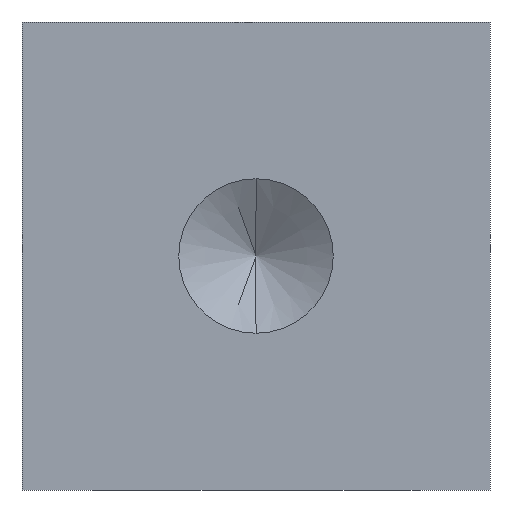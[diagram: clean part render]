
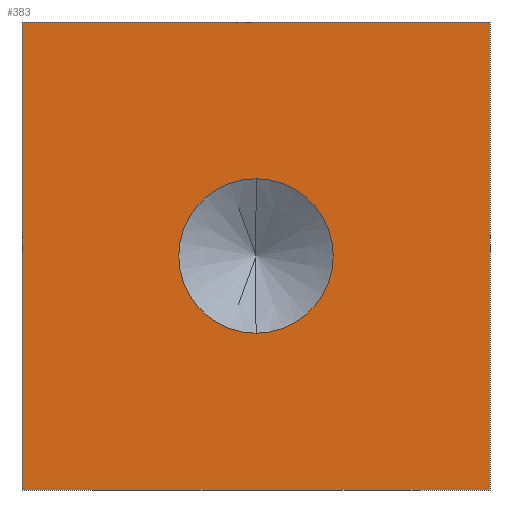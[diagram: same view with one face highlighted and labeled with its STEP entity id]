
A CAD part, front view. The second image highlights one B-rep face of the part: STEP entity #383.
In plain terms, the highlighted planar face has unit normal (0, -1, 0).
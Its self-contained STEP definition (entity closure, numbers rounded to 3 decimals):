
#18 = EDGE_CURVE ( 'NONE', #350, #147, #168, .T. ) ;
#21 = AXIS2_PLACEMENT_3D ( 'NONE', #342, #500, #113 ) ;
#25 = CARTESIAN_POINT ( 'NONE',  ( -5., 0., -5. ) ) ;
#31 = CARTESIAN_POINT ( 'NONE',  ( 0., 0., 1.65 ) ) ;
#34 = VERTEX_POINT ( 'NONE', #125 ) ;
#46 = DIRECTION ( 'NONE',  ( 0., 0., 1. ) ) ;
#50 = PLANE ( 'NONE',  #323 ) ;
#78 = VERTEX_POINT ( 'NONE', #451 ) ;
#113 = DIRECTION ( 'NONE',  ( 0., 0., -1. ) ) ;
#121 = CARTESIAN_POINT ( 'NONE',  ( 0., 0., 0. ) ) ;
#125 = CARTESIAN_POINT ( 'NONE',  ( 5., 0., 5. ) ) ;
#126 = VECTOR ( 'NONE', #448, 1000. ) ;
#127 = VECTOR ( 'NONE', #190, 1000. ) ;
#131 = CARTESIAN_POINT ( 'NONE',  ( -5., 0., -5. ) ) ;
#136 = CARTESIAN_POINT ( 'NONE',  ( 5., 0., -5. ) ) ;
#146 = EDGE_CURVE ( 'NONE', #34, #203, #418, .T. ) ;
#147 = VERTEX_POINT ( 'NONE', #170 ) ;
#168 = LINE ( 'NONE', #131, #233 ) ;
#170 = CARTESIAN_POINT ( 'NONE',  ( -5., 0., 5. ) ) ;
#180 = LINE ( 'NONE', #272, #127 ) ;
#186 = ORIENTED_EDGE ( 'NONE', *, *, #18, .F. ) ;
#190 = DIRECTION ( 'NONE',  ( 1., 0., 0. ) ) ;
#191 = ORIENTED_EDGE ( 'NONE', *, *, #237, .F. ) ;
#203 = VERTEX_POINT ( 'NONE', #307 ) ;
#218 = EDGE_CURVE ( 'NONE', #147, #34, #180, .T. ) ;
#233 = VECTOR ( 'NONE', #46, 1000. ) ;
#235 = DIRECTION ( 'NONE',  ( 0., 0., -1. ) ) ;
#236 = VERTEX_POINT ( 'NONE', #31 ) ;
#237 = EDGE_CURVE ( 'NONE', #236, #78, #283, .T. ) ;
#263 = ORIENTED_EDGE ( 'NONE', *, *, #366, .F. ) ;
#272 = CARTESIAN_POINT ( 'NONE',  ( -5., 0., 5. ) ) ;
#283 = CIRCLE ( 'NONE', #21, 1.65 ) ;
#287 = FACE_BOUND ( 'NONE', #464, .T. ) ;
#307 = CARTESIAN_POINT ( 'NONE',  ( 5., 0., -5. ) ) ;
#308 = ORIENTED_EDGE ( 'NONE', *, *, #218, .F. ) ;
#321 = FACE_OUTER_BOUND ( 'NONE', #440, .T. ) ;
#323 = AXIS2_PLACEMENT_3D ( 'NONE', #121, #390, #431 ) ;
#334 = DIRECTION ( 'NONE',  ( 0., 0., -1. ) ) ;
#342 = CARTESIAN_POINT ( 'NONE',  ( 0., 0., 0. ) ) ;
#350 = VERTEX_POINT ( 'NONE', #392 ) ;
#365 = LINE ( 'NONE', #25, #126 ) ;
#366 = EDGE_CURVE ( 'NONE', #78, #236, #412, .T. ) ;
#383 = ADVANCED_FACE ( 'NONE', ( #287, #321 ), #50, .F. ) ;
#390 = DIRECTION ( 'NONE',  ( 0., 1., 0. ) ) ;
#392 = CARTESIAN_POINT ( 'NONE',  ( -5., 0., -5. ) ) ;
#412 = CIRCLE ( 'NONE', #478, 1.65 ) ;
#418 = LINE ( 'NONE', #136, #471 ) ;
#431 = DIRECTION ( 'NONE',  ( 0., 0., 1. ) ) ;
#440 = EDGE_LOOP ( 'NONE', ( #449, #308, #186, #445 ) ) ;
#445 = ORIENTED_EDGE ( 'NONE', *, *, #482, .F. ) ;
#448 = DIRECTION ( 'NONE',  ( -1., 0., 0. ) ) ;
#449 = ORIENTED_EDGE ( 'NONE', *, *, #146, .F. ) ;
#451 = CARTESIAN_POINT ( 'NONE',  ( 0., 0., -1.65 ) ) ;
#464 = EDGE_LOOP ( 'NONE', ( #263, #191 ) ) ;
#471 = VECTOR ( 'NONE', #334, 1000. ) ;
#474 = DIRECTION ( 'NONE',  ( 0., -1., 0. ) ) ;
#478 = AXIS2_PLACEMENT_3D ( 'NONE', #510, #474, #235 ) ;
#482 = EDGE_CURVE ( 'NONE', #203, #350, #365, .T. ) ;
#500 = DIRECTION ( 'NONE',  ( 0., -1., 0. ) ) ;
#510 = CARTESIAN_POINT ( 'NONE',  ( 0., 0., 0. ) ) ;
